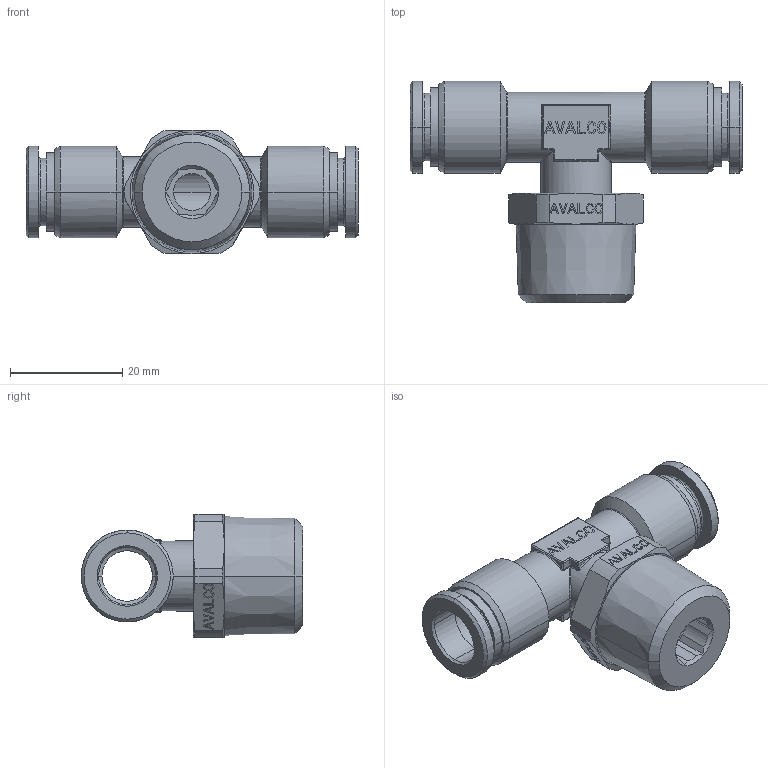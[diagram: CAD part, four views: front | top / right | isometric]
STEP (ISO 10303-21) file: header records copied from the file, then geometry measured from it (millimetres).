
FILE_DESCRIPTION(('CATIA V5 STEP Exchange'),'2;1');
FILE_NAME('PR415B-10R12.stp','2018-04-14T14:30:16+00:00',('none'),('none'),'CATIA Version 5 Release 21 GA (IN-10)','CATIA V5 STEP AP203','none');
FILE_SCHEMA(('CONFIG_CONTROL_DESIGN'));
Length unit declared in the file: millimetre
Products named in the file (1): PR415B-10R12
Bounding box: 59.2 x 39.5 x 22 mm (x, y, z)
Volume: 11442 mm3; surface area: 8443.3 mm2
Topology: 1 solids, 1 shells, 834 faces, 2163 edges, 1388 vertices
Faces by surface type: plane 618, cylinder 94, cone 48, torus 32, bspline 22, sphere 20
Entity records: 26224 total; most frequent: CARTESIAN_POINT 6816, ORIENTED_EDGE 4326, DIRECTION 3363, EDGE_CURVE 2163, VECTOR 1737, LINE 1737, VERTEX_POINT 1388, AXIS2_PLACEMENT_3D 924
